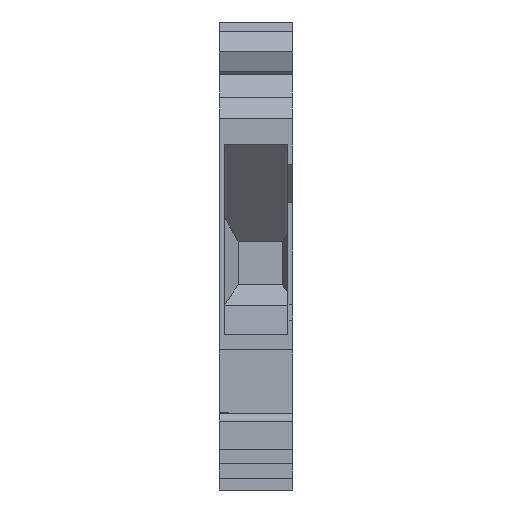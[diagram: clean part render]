
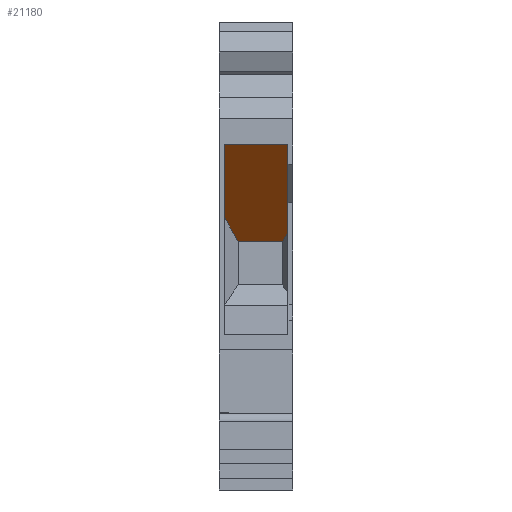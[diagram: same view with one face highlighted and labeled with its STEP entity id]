
A CAD part, front view. The second image highlights one B-rep face of the part: STEP entity #21180.
In plain terms, the highlighted face is planar.
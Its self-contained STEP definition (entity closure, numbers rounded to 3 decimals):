
#18280=CARTESIAN_POINT('',(-9.95,31.99,
7.6));
#18290=VERTEX_POINT('',#18280);
#18320=CARTESIAN_POINT('',(-9.95,31.99,
0.));
#18330=DIRECTION('',(0.,0.,1.));
#18340=VECTOR('',#18330,1.);
#18350=LINE('',#18320,#18340);
#18360=CARTESIAN_POINT('',(-9.95,31.99,
0.55));
#18370=VERTEX_POINT('',#18360);
#18380=EDGE_CURVE('',#18370,#18290,#18350,.T.);
#20010=CARTESIAN_POINT('',(-0.589,22.368,
7.6));
#20020=VERTEX_POINT('',#20010);
#20050=CARTESIAN_POINT('',(21.172,0.,
7.6));
#20060=DIRECTION('',(0.697,-0.717,
0.));
#20070=VECTOR('',#20060,1.);
#20080=LINE('',#20050,#20070);
#20090=EDGE_CURVE('',#18290,#20020,#20080,.T.);
#20300=CARTESIAN_POINT('',(21.172,0.,
0.55));
#20310=DIRECTION('',(-0.697,0.717,
0.));
#20320=VECTOR('',#20310,1.);
#20330=LINE('',#20300,#20320);
#20340=CARTESIAN_POINT('',(-2.235,24.059,
0.55));
#20350=VERTEX_POINT('',#20340);
#20360=EDGE_CURVE('',#20350,#18370,#20330,.T.);
#20860=CARTESIAN_POINT('',(-1.09,22.883,
8.15));
#20870=DIRECTION('',(0.717,0.697,
0.));
#20880=DIRECTION('',(0.697,-0.717,
0.));
#20890=AXIS2_PLACEMENT_3D('',#20860,#20870,#20880);
#20900=PLANE('',#20890);
#20910=CARTESIAN_POINT('',(0.45,21.3,
0.275));
#20920=DIRECTION('',(0.,0.,-1.));
#20930=VECTOR('',#20920,1.);
#20940=LINE('',#20910,#20930);
#20950=CARTESIAN_POINT('',(0.45,21.3,
7.));
#20960=VERTEX_POINT('',#20950);
#20970=CARTESIAN_POINT('',(0.45,21.3,
2.1));
#20980=VERTEX_POINT('',#20970);
#20990=EDGE_CURVE('',#20960,#20980,#20940,.T.);
#21000=ORIENTED_EDGE('',*,*,#20990,.F.);
#21010=CARTESIAN_POINT('',(21.172,0.,
14.064));
#21020=DIRECTION('',(0.647,-0.665,
0.373));
#21030=VECTOR('',#21020,1.);
#21040=LINE('',#21010,#21030);
#21050=EDGE_CURVE('',#20350,#20980,#21040,.T.);
#21060=ORIENTED_EDGE('',*,*,#21050,.T.);
#21070=ORIENTED_EDGE('',*,*,#20360,.F.);
#21080=ORIENTED_EDGE('',*,*,#18380,.F.);
#21090=ORIENTED_EDGE('',*,*,#20090,.F.);
#21100=CARTESIAN_POINT('',(21.172,0.,
-4.964));
#21110=DIRECTION('',(-0.647,0.665,
0.373));
#21120=VECTOR('',#21110,1.);
#21130=LINE('',#21100,#21120);
#21140=EDGE_CURVE('',#20960,#20020,#21130,.T.);
#21150=ORIENTED_EDGE('',*,*,#21140,.T.);
#21160=EDGE_LOOP('',(#21150,#21090,#21080,#21070,#21060,#21000));
#21170=FACE_OUTER_BOUND('',#21160,.T.);
#21180=ADVANCED_FACE('',(#21170),#20900,.F.);
